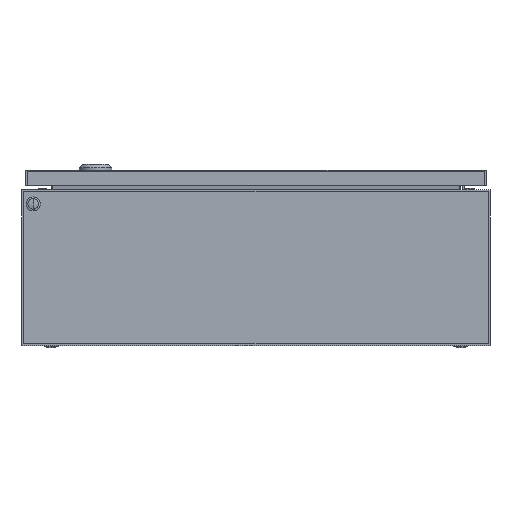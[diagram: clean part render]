
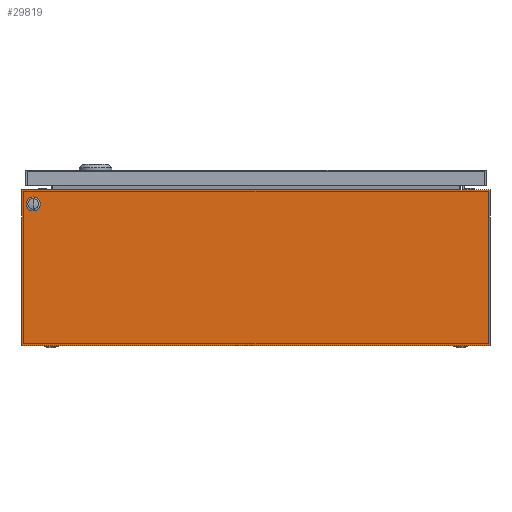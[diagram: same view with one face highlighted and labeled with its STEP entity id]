
A CAD part, front view. The second image highlights one B-rep face of the part: STEP entity #29819.
In plain terms, the highlighted planar face has unit normal (0, -1, 0).
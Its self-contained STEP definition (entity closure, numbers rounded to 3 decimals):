
#202 = VERTEX_POINT ( 'NONE', #42457 ) ;
#592 = DIRECTION ( 'NONE',  ( 0., 0., -1. ) ) ;
#3069 = VERTEX_POINT ( 'NONE', #42406 ) ;
#3728 = EDGE_CURVE ( 'NONE', #5217, #3069, #32548, .T. ) ;
#5217 = VERTEX_POINT ( 'NONE', #40055 ) ;
#5750 = DIRECTION ( 'NONE',  ( 1., 0., 0. ) ) ;
#6119 = DIRECTION ( 'NONE',  ( 0., 0., -1. ) ) ;
#6893 = EDGE_LOOP ( 'NONE', ( #26713, #39243, #30574, #16919 ) ) ;
#7642 = DIRECTION ( 'NONE',  ( 1., 0., 0. ) ) ;
#12085 = CARTESIAN_POINT ( 'NONE',  ( 0., 0., 133. ) ) ;
#12923 = EDGE_CURVE ( 'NONE', #13591, #5217, #26510, .T. ) ;
#13187 = CARTESIAN_POINT ( 'NONE',  ( 9.5, 0., 116.5 ) ) ;
#13591 = VERTEX_POINT ( 'NONE', #12085 ) ;
#14232 = DIRECTION ( 'NONE',  ( 0., -1., 0. ) ) ;
#14785 = DIRECTION ( 'NONE',  ( 0., 0., -1. ) ) ;
#15179 = DIRECTION ( 'NONE',  ( 0., 0., -1. ) ) ;
#16919 = ORIENTED_EDGE ( 'NONE', *, *, #26391, .T. ) ;
#17407 = CARTESIAN_POINT ( 'NONE',  ( 0., 0., 133. ) ) ;
#18455 = CARTESIAN_POINT ( 'NONE',  ( 9.5, 0., 121. ) ) ;
#20028 = LINE ( 'NONE', #37364, #34865 ) ;
#21280 = VECTOR ( 'NONE', #592, 1000. ) ;
#21783 = ORIENTED_EDGE ( 'NONE', *, *, #25228, .F. ) ;
#21892 = FACE_BOUND ( 'NONE', #27977, .T. ) ;
#21952 = CARTESIAN_POINT ( 'NONE',  ( 0., 0., 133. ) ) ;
#23157 = EDGE_CURVE ( 'NONE', #44533, #38492, #49473, .T. ) ;
#25228 = EDGE_CURVE ( 'NONE', #38492, #44533, #45464, .T. ) ;
#26148 = ORIENTED_EDGE ( 'NONE', *, *, #23157, .F. ) ;
#26391 = EDGE_CURVE ( 'NONE', #202, #3069, #20028, .T. ) ;
#26510 = LINE ( 'NONE', #39371, #54190 ) ;
#26713 = ORIENTED_EDGE ( 'NONE', *, *, #3728, .F. ) ;
#27469 = DIRECTION ( 'NONE',  ( 0., -1., 0. ) ) ;
#27977 = EDGE_LOOP ( 'NONE', ( #26148, #21783 ) ) ;
#29819 = ADVANCED_FACE ( 'NONE', ( #21892, #51827 ), #47610, .F. ) ;
#30373 = LINE ( 'NONE', #21952, #21280 ) ;
#30574 = ORIENTED_EDGE ( 'NONE', *, *, #47786, .T. ) ;
#30875 = DIRECTION ( 'NONE',  ( 0., 0., 1. ) ) ;
#32548 = LINE ( 'NONE', #54325, #46746 ) ;
#34865 = VECTOR ( 'NONE', #7642, 1000. ) ;
#37364 = CARTESIAN_POINT ( 'NONE',  ( 0., 0., 0. ) ) ;
#38492 = VERTEX_POINT ( 'NONE', #52189 ) ;
#39243 = ORIENTED_EDGE ( 'NONE', *, *, #12923, .F. ) ;
#39371 = CARTESIAN_POINT ( 'NONE',  ( 0., 0., 133. ) ) ;
#40055 = CARTESIAN_POINT ( 'NONE',  ( 400., 0., 133. ) ) ;
#41870 = AXIS2_PLACEMENT_3D ( 'NONE', #18455, #14232, #14785 ) ;
#42406 = CARTESIAN_POINT ( 'NONE',  ( 400., 0., 0. ) ) ;
#42457 = CARTESIAN_POINT ( 'NONE',  ( 0., 0., 0. ) ) ;
#44205 = CARTESIAN_POINT ( 'NONE',  ( 9.5, 0., 121. ) ) ;
#44533 = VERTEX_POINT ( 'NONE', #13187 ) ;
#45464 = CIRCLE ( 'NONE', #41870, 4.5 ) ;
#46746 = VECTOR ( 'NONE', #15179, 1000. ) ;
#46773 = AXIS2_PLACEMENT_3D ( 'NONE', #44205, #27469, #6119 ) ;
#47610 = PLANE ( 'NONE',  #48528 ) ;
#47786 = EDGE_CURVE ( 'NONE', #13591, #202, #30373, .T. ) ;
#48181 = DIRECTION ( 'NONE',  ( 0., 1., 0. ) ) ;
#48528 = AXIS2_PLACEMENT_3D ( 'NONE', #17407, #48181, #30875 ) ;
#49473 = CIRCLE ( 'NONE', #46773, 4.5 ) ;
#51827 = FACE_OUTER_BOUND ( 'NONE', #6893, .T. ) ;
#52189 = CARTESIAN_POINT ( 'NONE',  ( 9.5, 0., 125.5 ) ) ;
#54190 = VECTOR ( 'NONE', #5750, 1000. ) ;
#54325 = CARTESIAN_POINT ( 'NONE',  ( 400., 0., 133. ) ) ;
